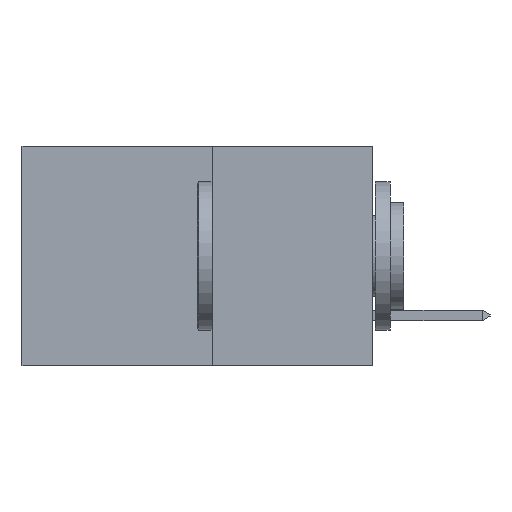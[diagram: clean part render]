
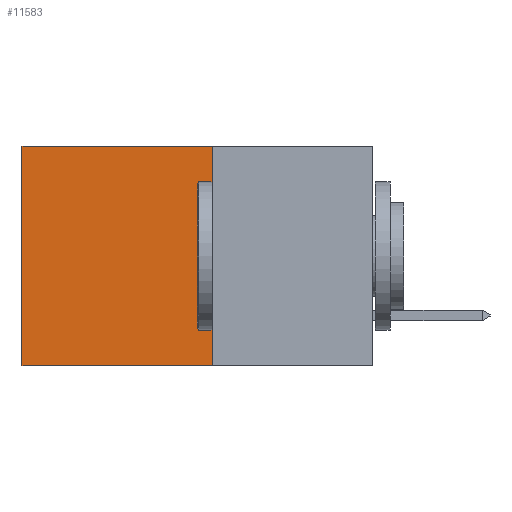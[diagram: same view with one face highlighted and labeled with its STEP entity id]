
A CAD part, left-side view. The second image highlights one B-rep face of the part: STEP entity #11583.
In plain terms, the highlighted planar face has unit normal (-1, 0, 0).
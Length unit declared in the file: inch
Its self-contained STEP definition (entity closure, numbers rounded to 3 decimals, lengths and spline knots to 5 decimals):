
#285 = VECTOR ( 'NONE', #20931, 39.37008 ) ;
#746 = CARTESIAN_POINT ( 'NONE',  ( 0.277, 0.59, 0. ) ) ;
#871 = DIRECTION ( 'NONE',  ( 0., 0., -1. ) ) ;
#2693 = VECTOR ( 'NONE', #17019, 39.37008 ) ;
#3886 = CARTESIAN_POINT ( 'NONE',  ( 0.277, 0.27, -0.37 ) ) ;
#4134 = EDGE_CURVE ( 'NONE', #10177, #16751, #11882, .T. ) ;
#4448 = CARTESIAN_POINT ( 'NONE',  ( 0.277, 0.27, -0.37 ) ) ;
#4918 = VERTEX_POINT ( 'NONE', #4448 ) ;
#5690 = EDGE_LOOP ( 'NONE', ( #9618, #21866, #26890, #23752 ) ) ;
#6549 = CARTESIAN_POINT ( 'NONE',  ( 0.277, 0.27, 0. ) ) ;
#8335 = AXIS2_PLACEMENT_3D ( 'NONE', #27020, #14126, #871 ) ;
#8456 = LINE ( 'NONE', #22747, #19348 ) ;
#9618 = ORIENTED_EDGE ( 'NONE', *, *, #4134, .T. ) ;
#10177 = VERTEX_POINT ( 'NONE', #746 ) ;
#10813 = EDGE_CURVE ( 'NONE', #25830, #10177, #8456, .T. ) ;
#11125 = FACE_OUTER_BOUND ( 'NONE', #5690, .T. ) ;
#11208 = VECTOR ( 'NONE', #23636, 39.37008 ) ;
#11583 = ADVANCED_FACE ( 'NONE', ( #11125 ), #20658, .F. ) ;
#11882 = LINE ( 'NONE', #19576, #11208 ) ;
#12115 = LINE ( 'NONE', #22986, #285 ) ;
#14126 = DIRECTION ( 'NONE',  ( 1., 0., 0. ) ) ;
#15779 = LINE ( 'NONE', #3886, #2693 ) ;
#16751 = VERTEX_POINT ( 'NONE', #18399 ) ;
#17019 = DIRECTION ( 'NONE',  ( 0., 0., -1. ) ) ;
#18399 = CARTESIAN_POINT ( 'NONE',  ( 0.277, 0.59, -0.37 ) ) ;
#19348 = VECTOR ( 'NONE', #24878, 39.37008 ) ;
#19576 = CARTESIAN_POINT ( 'NONE',  ( 0.277, 0.59, -0.37 ) ) ;
#20658 = PLANE ( 'NONE',  #8335 ) ;
#20931 = DIRECTION ( 'NONE',  ( 0., 1., 0. ) ) ;
#21866 = ORIENTED_EDGE ( 'NONE', *, *, #22320, .F. ) ;
#22320 = EDGE_CURVE ( 'NONE', #4918, #16751, #12115, .T. ) ;
#22747 = CARTESIAN_POINT ( 'NONE',  ( 0.277, 0.27, 0. ) ) ;
#22986 = CARTESIAN_POINT ( 'NONE',  ( 0.277, 0.27, -0.37 ) ) ;
#23636 = DIRECTION ( 'NONE',  ( 0., 0., -1. ) ) ;
#23680 = EDGE_CURVE ( 'NONE', #25830, #4918, #15779, .T. ) ;
#23752 = ORIENTED_EDGE ( 'NONE', *, *, #10813, .T. ) ;
#24878 = DIRECTION ( 'NONE',  ( 0., 1., 0. ) ) ;
#25830 = VERTEX_POINT ( 'NONE', #6549 ) ;
#26890 = ORIENTED_EDGE ( 'NONE', *, *, #23680, .F. ) ;
#27020 = CARTESIAN_POINT ( 'NONE',  ( 0.277, 0.27, -0.37 ) ) ;
